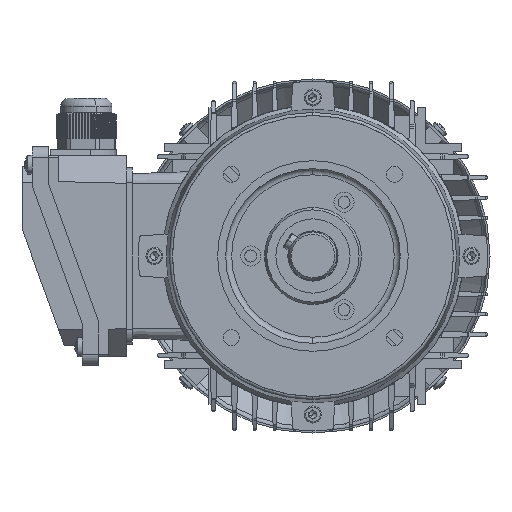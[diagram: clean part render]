
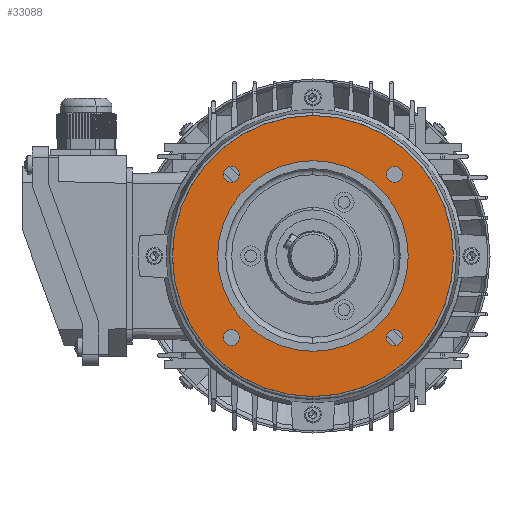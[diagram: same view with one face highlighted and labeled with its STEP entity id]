
A CAD part, left-side view. The second image highlights one B-rep face of the part: STEP entity #33088.
In plain terms, the highlighted planar face has unit normal (-1, 0, 0).
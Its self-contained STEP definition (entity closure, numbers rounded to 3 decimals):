
#30950 = EDGE_CURVE ( 'NONE', #30951, #30952, #42415, .T. ) ;
#30951 = VERTEX_POINT ( 'NONE', #42410 ) ;
#30952 = VERTEX_POINT ( 'NONE', #42409 ) ;
#30979 = VERTEX_POINT ( 'NONE', #42481 ) ;
#30980 = VERTEX_POINT ( 'NONE', #42476 ) ;
#30998 = EDGE_CURVE ( 'NONE', #30999, #31000, #42503, .T. ) ;
#30999 = VERTEX_POINT ( 'NONE', #42498 ) ;
#31000 = VERTEX_POINT ( 'NONE', #42497 ) ;
#31012 = EDGE_CURVE ( 'NONE', #30979, #30980, #42543, .T. ) ;
#31014 = EDGE_CURVE ( 'NONE', #31015, #31016, #42534, .T. ) ;
#31015 = VERTEX_POINT ( 'NONE', #42529 ) ;
#31016 = VERTEX_POINT ( 'NONE', #42528 ) ;
#31258 = VERTEX_POINT ( 'NONE', #43125 ) ;
#31260 = EDGE_CURVE ( 'NONE', #31261, #31258, #43124, .T. ) ;
#31261 = VERTEX_POINT ( 'NONE', #43119 ) ;
#31321 = EDGE_CURVE ( 'NONE', #31322, #31323, #43204, .T. ) ;
#31322 = VERTEX_POINT ( 'NONE', #43194 ) ;
#31323 = VERTEX_POINT ( 'NONE', #43193 ) ;
#33019 = EDGE_LOOP ( 'NONE', ( #33020, #33023 ) ) ;
#33020 = ORIENTED_EDGE ( 'NONE', *, *, #33021, .T. ) ;
#33021 = EDGE_CURVE ( 'NONE', #31000, #30999, #46557, .T. ) ;
#33023 = ORIENTED_EDGE ( 'NONE', *, *, #30998, .T. ) ;
#33037 = EDGE_CURVE ( 'NONE', #31323, #31322, #46594, .T. ) ;
#33041 = EDGE_LOOP ( 'NONE', ( #33089, #33091 ) ) ;
#33074 = EDGE_LOOP ( 'NONE', ( #33075, #33077 ) ) ;
#33075 = ORIENTED_EDGE ( 'NONE', *, *, #33076, .T. ) ;
#33076 = EDGE_CURVE ( 'NONE', #30980, #30979, #46603, .T. ) ;
#33077 = ORIENTED_EDGE ( 'NONE', *, *, #31012, .T. ) ;
#33078 = EDGE_LOOP ( 'NONE', ( #33079, #33080 ) ) ;
#33079 = ORIENTED_EDGE ( 'NONE', *, *, #31321, .F. ) ;
#33080 = ORIENTED_EDGE ( 'NONE', *, *, #33037, .F. ) ;
#33081 = EDGE_LOOP ( 'NONE', ( #33082, #33083 ) ) ;
#33082 = ORIENTED_EDGE ( 'NONE', *, *, #31260, .T. ) ;
#33083 = ORIENTED_EDGE ( 'NONE', *, *, #33084, .T. ) ;
#33084 = EDGE_CURVE ( 'NONE', #31258, #31261, #46666, .T. ) ;
#33088 = ADVANCED_FACE ( 'NONE', ( #46659, #46654, #46653, #46652, #46651, #46650 ), #46649, .F. ) ;
#33089 = ORIENTED_EDGE ( 'NONE', *, *, #33090, .T. ) ;
#33090 = EDGE_CURVE ( 'NONE', #30952, #30951, #46647, .T. ) ;
#33091 = ORIENTED_EDGE ( 'NONE', *, *, #30950, .T. ) ;
#33092 = EDGE_LOOP ( 'NONE', ( #33093, #33095 ) ) ;
#33093 = ORIENTED_EDGE ( 'NONE', *, *, #33094, .T. ) ;
#33094 = EDGE_CURVE ( 'NONE', #31016, #31015, #46638, .T. ) ;
#33095 = ORIENTED_EDGE ( 'NONE', *, *, #31014, .T. ) ;
#42409 = CARTESIAN_POINT ( 'NONE',  ( 3., -40.659, 36.659 ) ) ;
#42410 = CARTESIAN_POINT ( 'NONE',  ( 3., -40.659, 44.659 ) ) ;
#42411 = DIRECTION ( 'NONE',  ( 0., 0., -1. ) ) ;
#42412 = DIRECTION ( 'NONE',  ( 1., 0., 0. ) ) ;
#42413 = CARTESIAN_POINT ( 'NONE',  ( 3., -40.659, 40.659 ) ) ;
#42414 = AXIS2_PLACEMENT_3D ( 'NONE', #42413, #42412, #42411 ) ;
#42415 = CIRCLE ( 'NONE', #42414, 4. ) ;
#42476 = CARTESIAN_POINT ( 'NONE',  ( 3., 40.659, 36.659 ) ) ;
#42481 = CARTESIAN_POINT ( 'NONE',  ( 3., 40.659, 44.659 ) ) ;
#42497 = CARTESIAN_POINT ( 'NONE',  ( 3., 40.659, -44.659 ) ) ;
#42498 = CARTESIAN_POINT ( 'NONE',  ( 3., 40.659, -36.659 ) ) ;
#42499 = DIRECTION ( 'NONE',  ( 0., 0., -1. ) ) ;
#42500 = DIRECTION ( 'NONE',  ( 1., 0., 0. ) ) ;
#42501 = CARTESIAN_POINT ( 'NONE',  ( 3., 40.659, -40.659 ) ) ;
#42502 = AXIS2_PLACEMENT_3D ( 'NONE', #42501, #42500, #42499 ) ;
#42503 = CIRCLE ( 'NONE', #42502, 4. ) ;
#42528 = CARTESIAN_POINT ( 'NONE',  ( 3., -40.659, -44.659 ) ) ;
#42529 = CARTESIAN_POINT ( 'NONE',  ( 3., -40.659, -36.659 ) ) ;
#42530 = DIRECTION ( 'NONE',  ( 0., 0., -1. ) ) ;
#42531 = DIRECTION ( 'NONE',  ( 1., 0., 0. ) ) ;
#42532 = CARTESIAN_POINT ( 'NONE',  ( 3., -40.659, -40.659 ) ) ;
#42533 = AXIS2_PLACEMENT_3D ( 'NONE', #42532, #42531, #42530 ) ;
#42534 = CIRCLE ( 'NONE', #42533, 4. ) ;
#42535 = DIRECTION ( 'NONE',  ( 0., 0., -1. ) ) ;
#42536 = DIRECTION ( 'NONE',  ( 1., 0., 0. ) ) ;
#42537 = CARTESIAN_POINT ( 'NONE',  ( 3., 40.659, 40.659 ) ) ;
#42538 = AXIS2_PLACEMENT_3D ( 'NONE', #42537, #42536, #42535 ) ;
#42543 = CIRCLE ( 'NONE', #42538, 4. ) ;
#43119 = CARTESIAN_POINT ( 'NONE',  ( 3., 0., 70. ) ) ;
#43120 = DIRECTION ( 'NONE',  ( 0., 0., 1. ) ) ;
#43121 = DIRECTION ( 'NONE',  ( -1., 0., 0. ) ) ;
#43122 = CARTESIAN_POINT ( 'NONE',  ( 3., 0., 0. ) ) ;
#43123 = AXIS2_PLACEMENT_3D ( 'NONE', #43122, #43121, #43120 ) ;
#43124 = CIRCLE ( 'NONE', #43123, 70. ) ;
#43125 = CARTESIAN_POINT ( 'NONE',  ( 3., 0., -70. ) ) ;
#43193 = CARTESIAN_POINT ( 'NONE',  ( 3., 0., -47.5 ) ) ;
#43194 = CARTESIAN_POINT ( 'NONE',  ( 3., 0., 47.5 ) ) ;
#43195 = DIRECTION ( 'NONE',  ( 0., 0., 1. ) ) ;
#43196 = DIRECTION ( 'NONE',  ( -1., 0., 0. ) ) ;
#43197 = CARTESIAN_POINT ( 'NONE',  ( 3., 0., 0. ) ) ;
#43198 = AXIS2_PLACEMENT_3D ( 'NONE', #43197, #43196, #43195 ) ;
#43204 = CIRCLE ( 'NONE', #43198, 47.5 ) ;
#45856 = DIRECTION ( 'NONE',  ( 1., 0., 0. ) ) ;
#46123 = DIRECTION ( 'NONE',  ( 0., 0., -1. ) ) ;
#46549 = DIRECTION ( 'NONE',  ( 0., 0., -1. ) ) ;
#46550 = DIRECTION ( 'NONE',  ( 1., 0., 0. ) ) ;
#46551 = CARTESIAN_POINT ( 'NONE',  ( 3., 40.659, -40.659 ) ) ;
#46552 = AXIS2_PLACEMENT_3D ( 'NONE', #46551, #46550, #46549 ) ;
#46557 = CIRCLE ( 'NONE', #46552, 4. ) ;
#46590 = DIRECTION ( 'NONE',  ( 0., 0., 1. ) ) ;
#46591 = DIRECTION ( 'NONE',  ( -1., 0., 0. ) ) ;
#46592 = CARTESIAN_POINT ( 'NONE',  ( 3., 0., 0. ) ) ;
#46593 = AXIS2_PLACEMENT_3D ( 'NONE', #46592, #46591, #46590 ) ;
#46594 = CIRCLE ( 'NONE', #46593, 47.5 ) ;
#46603 = CIRCLE ( 'NONE', #46607, 4. ) ;
#46607 = AXIS2_PLACEMENT_3D ( 'NONE', #46669, #46668, #46667 ) ;
#46636 = CARTESIAN_POINT ( 'NONE',  ( 3., -40.659, -40.659 ) ) ;
#46637 = AXIS2_PLACEMENT_3D ( 'NONE', #46636, #45856, #46123 ) ;
#46638 = CIRCLE ( 'NONE', #46637, 4. ) ;
#46640 = DIRECTION ( 'NONE',  ( 0., 0., -1. ) ) ;
#46641 = DIRECTION ( 'NONE',  ( 1., 0., 0. ) ) ;
#46642 = CARTESIAN_POINT ( 'NONE',  ( 3., -40.659, 40.659 ) ) ;
#46643 = AXIS2_PLACEMENT_3D ( 'NONE', #46642, #46641, #46640 ) ;
#46644 = DIRECTION ( 'NONE',  ( 0., 0., -1. ) ) ;
#46645 = DIRECTION ( 'NONE',  ( 1., 0., 0. ) ) ;
#46646 = AXIS2_PLACEMENT_3D ( 'NONE', #46648, #46645, #46644 ) ;
#46647 = CIRCLE ( 'NONE', #46643, 4. ) ;
#46648 = CARTESIAN_POINT ( 'NONE',  ( 3., 47.5, 0. ) ) ;
#46649 = PLANE ( 'NONE',  #46646 ) ;
#46650 = FACE_OUTER_BOUND ( 'NONE', #33081, .T. ) ;
#46651 = FACE_BOUND ( 'NONE', #33078, .T. ) ;
#46652 = FACE_BOUND ( 'NONE', #33074, .T. ) ;
#46653 = FACE_BOUND ( 'NONE', #33019, .T. ) ;
#46654 = FACE_BOUND ( 'NONE', #33092, .T. ) ;
#46659 = FACE_BOUND ( 'NONE', #33041, .T. ) ;
#46662 = DIRECTION ( 'NONE',  ( 0., 0., 1. ) ) ;
#46663 = DIRECTION ( 'NONE',  ( -1., 0., 0. ) ) ;
#46664 = CARTESIAN_POINT ( 'NONE',  ( 3., 0., 0. ) ) ;
#46665 = AXIS2_PLACEMENT_3D ( 'NONE', #46664, #46663, #46662 ) ;
#46666 = CIRCLE ( 'NONE', #46665, 70. ) ;
#46667 = DIRECTION ( 'NONE',  ( 0., 0., -1. ) ) ;
#46668 = DIRECTION ( 'NONE',  ( 1., 0., 0. ) ) ;
#46669 = CARTESIAN_POINT ( 'NONE',  ( 3., 40.659, 40.659 ) ) ;
